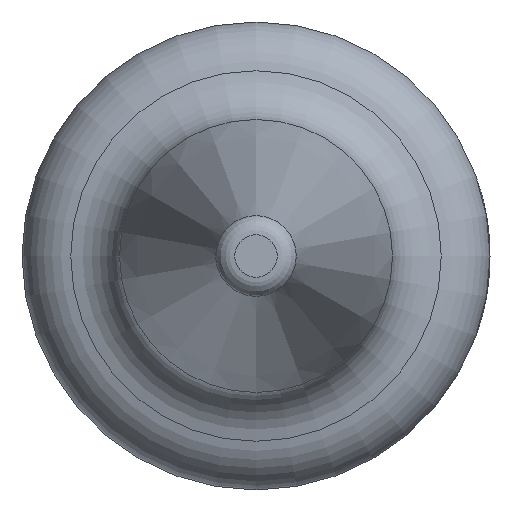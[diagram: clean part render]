
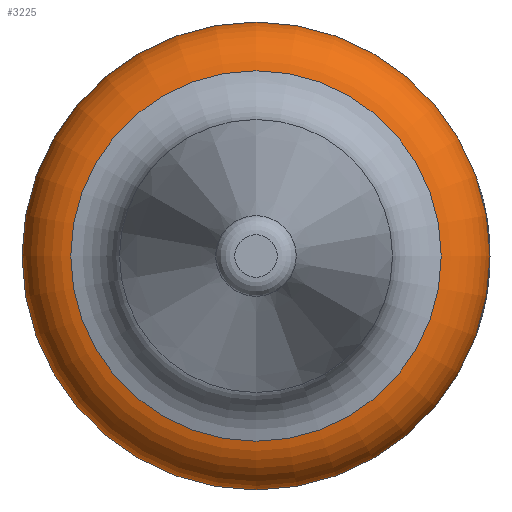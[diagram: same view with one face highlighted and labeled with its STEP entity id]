
A CAD part, left-side view. The second image highlights one B-rep face of the part: STEP entity #3225.
In plain terms, the highlighted toroidal (fillet/blend) face has major radius 4.5 mm and minor radius 1.5 mm.
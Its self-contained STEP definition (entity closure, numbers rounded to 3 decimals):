
#65=TOROIDAL_SURFACE('',#3409,4.5,1.5);
#705=ORIENTED_EDGE('',*,*,#1363,.F.);
#706=ORIENTED_EDGE('',*,*,#1370,.F.);
#1363=EDGE_CURVE('',#1700,#1700,#1854,.T.);
#1370=EDGE_CURVE('',#1707,#1707,#1861,.T.);
#1700=VERTEX_POINT('',#4488);
#1707=VERTEX_POINT('',#4509);
#1854=CIRCLE('',#3394,6.);
#1861=CIRCLE('',#3408,4.75);
#1927=EDGE_LOOP('',(#705));
#1928=EDGE_LOOP('',(#706));
#2094=FACE_BOUND('',#1927,.T.);
#2095=FACE_BOUND('',#1928,.T.);
#3225=ADVANCED_FACE('',(#2094,#2095),#65,.T.);
#3394=AXIS2_PLACEMENT_3D('',#4487,#3639,#3640);
#3408=AXIS2_PLACEMENT_3D('',#4508,#3667,#3668);
#3409=AXIS2_PLACEMENT_3D('',#4510,#3669,#3670);
#3639=DIRECTION('',(1.,0.,0.));
#3640=DIRECTION('',(0.,0.,-1.));
#3667=DIRECTION('',(-1.,0.,0.));
#3668=DIRECTION('',(0.,0.,1.));
#3669=DIRECTION('',(1.,0.,0.));
#3670=DIRECTION('',(0.,0.,-1.));
#4487=CARTESIAN_POINT('',(-36.542,0.,0.));
#4488=CARTESIAN_POINT('',(-36.542,0.,-6.));
#4508=CARTESIAN_POINT('',(-38.021,0.,0.));
#4509=CARTESIAN_POINT('',(-38.021,0.,4.75));
#4510=CARTESIAN_POINT('',(-36.542,0.,0.));
